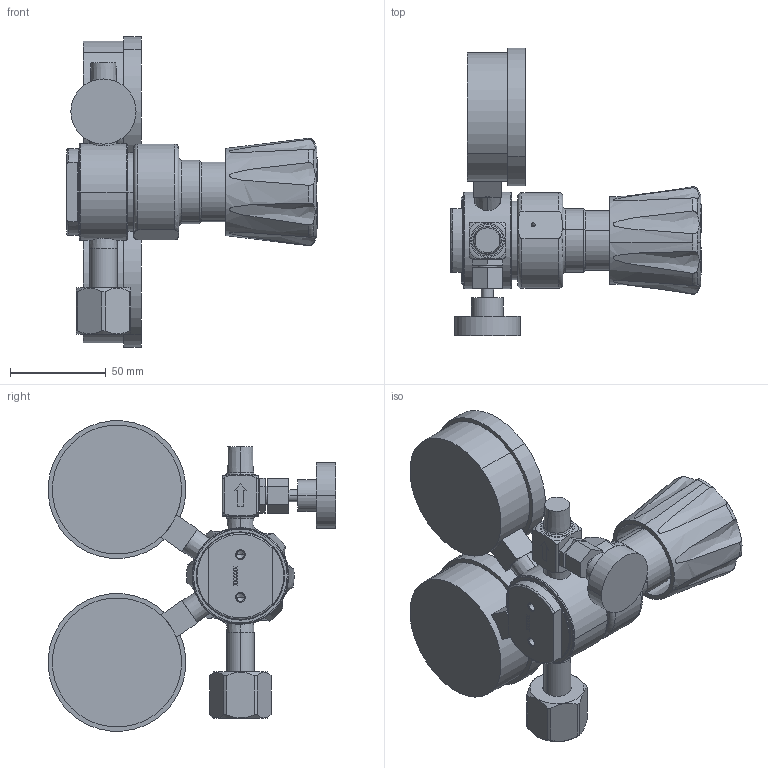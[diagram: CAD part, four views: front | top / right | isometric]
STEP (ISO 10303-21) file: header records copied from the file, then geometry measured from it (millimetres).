
FILE_DESCRIPTION((''),'2;1');
FILE_NAME('M3220B-330_ASM','2020-04-22T15:43:43',('DLachman'),('MATHESON TRI-GAS'),'CREO PARAMETRIC BY PTC INC, 2018260','CREO PARAMETRIC BY PTC INC, 2018260','');
FILE_SCHEMA(('CONFIG_CONTROL_DESIGN'));
Length unit declared in the file: inch
Products named in the file (6): MREG-5493-MA; MCNN-0247-MA; MGAG-0051-MA; MGAG-0050-MA; MVLV-1892-MA; M3220B-330_ASM
Assembly tree (5 placements, depth 2):
  M3220B-330_ASM
    MREG-5493-MA
    MCNN-0247-MA
    MGAG-0051-MA
    MGAG-0050-MA
    MVLV-1892-MA
Bounding box: 130.43 x 149.79 x 161.64 mm (x, y, z)
Volume: 473589 mm3; surface area: 81927.4 mm2
Topology: 6 solids, 6 shells, 395 faces, 1041 edges, 683 vertices
Faces by surface type: plane 171, cylinder 84, cone 50, torus 50, extrusion 32, bspline 8
Entity records: 15048 total; most frequent: CARTESIAN_POINT 5359, ORIENTED_EDGE 2046, DIRECTION 1860, EDGE_CURVE 1023, VERTEX_POINT 683, AXIS2_PLACEMENT_3D 667, VECTOR 526, LINE 494
